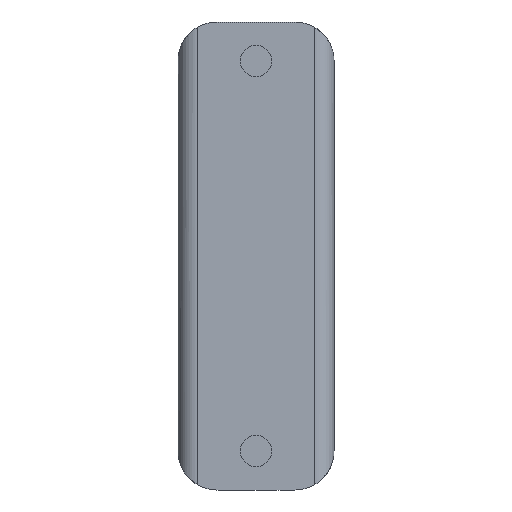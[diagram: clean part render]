
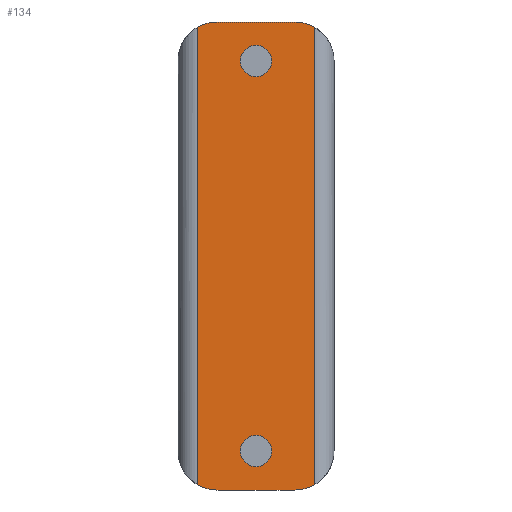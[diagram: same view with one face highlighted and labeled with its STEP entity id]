
A CAD part, left-side view. The second image highlights one B-rep face of the part: STEP entity #134.
In plain terms, the highlighted planar face has unit normal (-1, 0, 0).
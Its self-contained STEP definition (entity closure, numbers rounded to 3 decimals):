
#32 = VERTEX_POINT ( 'NONE', #280 ) ;
#115 = ORIENTED_EDGE ( 'NONE', *, *, #2227, .T. ) ;
#128 = VERTEX_POINT ( 'NONE', #506 ) ;
#129 = EDGE_CURVE ( 'NONE', #133, #138, #499, .T. ) ;
#133 = VERTEX_POINT ( 'NONE', #495 ) ;
#134 = ADVANCED_FACE ( 'NONE', ( #494 ), #502, .T. ) ;
#135 = ORIENTED_EDGE ( 'NONE', *, *, #129, .T. ) ;
#138 = VERTEX_POINT ( 'NONE', #503 ) ;
#140 = ORIENTED_EDGE ( 'NONE', *, *, #2184, .F. ) ;
#141 = ORIENTED_EDGE ( 'NONE', *, *, #145, .T. ) ;
#145 = EDGE_CURVE ( 'NONE', #128, #2185, #493, .T. ) ;
#280 = CARTESIAN_POINT ( 'NONE',  ( -12.25, -2.5, -30. ) ) ;
#444 = DIRECTION ( 'NONE',  ( 0., 1., 0. ) ) ;
#446 = LINE ( 'NONE', #459, #450 ) ;
#450 = VECTOR ( 'NONE', #444, 1000. ) ;
#459 = CARTESIAN_POINT ( 'NONE',  ( -12.25, -22.241, 30. ) ) ;
#478 = DIRECTION ( 'NONE',  ( -1., 0., 0. ) ) ;
#479 = CARTESIAN_POINT ( 'NONE',  ( -12.25, 7.5, -25. ) ) ;
#483 = AXIS2_PLACEMENT_3D ( 'NONE', #479, #478, #526 ) ;
#489 = DIRECTION ( 'NONE',  ( 0., -1., 0. ) ) ;
#490 = DIRECTION ( 'NONE',  ( -1., 0., 0. ) ) ;
#493 = CIRCLE ( 'NONE', #483, 5. ) ;
#494 = FACE_OUTER_BOUND ( 'NONE', #2234, .T. ) ;
#495 = CARTESIAN_POINT ( 'NONE',  ( -12.25, -5., -29.33 ) ) ;
#496 = DIRECTION ( 'NONE',  ( 0., 0., 1. ) ) ;
#497 = VECTOR ( 'NONE', #496, 1000. ) ;
#498 = CARTESIAN_POINT ( 'NONE',  ( -12.25, -5., 30. ) ) ;
#499 = LINE ( 'NONE', #498, #497 ) ;
#500 = CARTESIAN_POINT ( 'NONE',  ( -12.25, -22.241, 30. ) ) ;
#502 = PLANE ( 'NONE',  #505 ) ;
#503 = CARTESIAN_POINT ( 'NONE',  ( -12.25, -5., 29.33 ) ) ;
#505 = AXIS2_PLACEMENT_3D ( 'NONE', #500, #490, #489 ) ;
#506 = CARTESIAN_POINT ( 'NONE',  ( -12.25, 10., -29.33 ) ) ;
#526 = DIRECTION ( 'NONE',  ( 0., -1., 0. ) ) ;
#997 = CARTESIAN_POINT ( 'NONE',  ( -12.25, 7.5, 30. ) ) ;
#1264 = CARTESIAN_POINT ( 'NONE',  ( -12.25, -2.5, 30. ) ) ;
#1484 = DIRECTION ( 'NONE',  ( 0., 1., 0. ) ) ;
#1485 = VECTOR ( 'NONE', #1484, 1000. ) ;
#1486 = CARTESIAN_POINT ( 'NONE',  ( -12.25, -22.241, -30. ) ) ;
#1487 = LINE ( 'NONE', #1486, #1485 ) ;
#1505 = CARTESIAN_POINT ( 'NONE',  ( -12.25, 7.5, -30. ) ) ;
#1542 = DIRECTION ( 'NONE',  ( 0., 1., 0. ) ) ;
#1543 = DIRECTION ( 'NONE',  ( -1., 0., 0. ) ) ;
#1546 = AXIS2_PLACEMENT_3D ( 'NONE', #1553, #1543, #1542 ) ;
#1553 = CARTESIAN_POINT ( 'NONE',  ( -12.25, -2.5, -25. ) ) ;
#1567 = CIRCLE ( 'NONE', #1546, 5. ) ;
#1578 = DIRECTION ( 'NONE',  ( 0., 1., 0. ) ) ;
#1579 = DIRECTION ( 'NONE',  ( -1., 0., 0. ) ) ;
#1580 = CARTESIAN_POINT ( 'NONE',  ( -12.25, 7.5, 25. ) ) ;
#1581 = AXIS2_PLACEMENT_3D ( 'NONE', #1580, #1579, #1578 ) ;
#1585 = DIRECTION ( 'NONE',  ( 0., -1., 0. ) ) ;
#1586 = DIRECTION ( 'NONE',  ( -1., 0., 0. ) ) ;
#1587 = AXIS2_PLACEMENT_3D ( 'NONE', #1590, #1586, #1585 ) ;
#1588 = CIRCLE ( 'NONE', #1587, 5. ) ;
#1590 = CARTESIAN_POINT ( 'NONE',  ( -12.25, -2.5, 25. ) ) ;
#1596 = CARTESIAN_POINT ( 'NONE',  ( -12.25, 10., 29.33 ) ) ;
#1597 = CIRCLE ( 'NONE', #1581, 5. ) ;
#1648 = LINE ( 'NONE', #1684, #1683 ) ;
#1682 = DIRECTION ( 'NONE',  ( 0., 0., -1. ) ) ;
#1683 = VECTOR ( 'NONE', #1682, 1000. ) ;
#1684 = CARTESIAN_POINT ( 'NONE',  ( -12.25, 10., 30. ) ) ;
#1893 = EDGE_CURVE ( 'NONE', #2037, #1909, #446, .T. ) ;
#1909 = VERTEX_POINT ( 'NONE', #997 ) ;
#2037 = VERTEX_POINT ( 'NONE', #1264 ) ;
#2184 = EDGE_CURVE ( 'NONE', #32, #2185, #1487, .T. ) ;
#2185 = VERTEX_POINT ( 'NONE', #1505 ) ;
#2227 = EDGE_CURVE ( 'NONE', #32, #133, #1567, .T. ) ;
#2234 = EDGE_LOOP ( 'NONE', ( #115, #135, #2242, #2239, #2240, #2241, #141, #140 ) ) ;
#2238 = VERTEX_POINT ( 'NONE', #1596 ) ;
#2239 = ORIENTED_EDGE ( 'NONE', *, *, #1893, .T. ) ;
#2240 = ORIENTED_EDGE ( 'NONE', *, *, #2246, .T. ) ;
#2241 = ORIENTED_EDGE ( 'NONE', *, *, #2296, .T. ) ;
#2242 = ORIENTED_EDGE ( 'NONE', *, *, #2245, .T. ) ;
#2245 = EDGE_CURVE ( 'NONE', #138, #2037, #1588, .T. ) ;
#2246 = EDGE_CURVE ( 'NONE', #1909, #2238, #1597, .T. ) ;
#2296 = EDGE_CURVE ( 'NONE', #2238, #128, #1648, .T. ) ;
